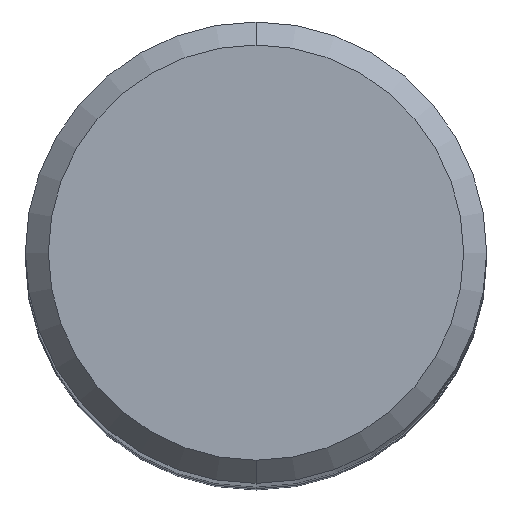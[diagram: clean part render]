
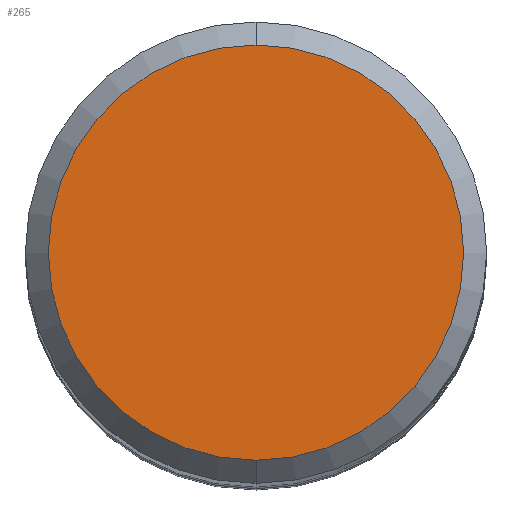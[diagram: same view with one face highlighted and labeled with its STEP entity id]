
A CAD part, top view. The second image highlights one B-rep face of the part: STEP entity #265.
In plain terms, the highlighted planar face has unit normal (0, 0, 1).
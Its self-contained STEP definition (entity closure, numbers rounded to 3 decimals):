
#265=ADVANCED_FACE('',(#657),#658,.T.);
#335=VERTEX_POINT('',#739);
#351=EDGE_CURVE('',#503,#335,#759,.T.);
#503=VERTEX_POINT('',#924);
#513=EDGE_CURVE('',#335,#503,#934,.T.);
#657=FACE_OUTER_BOUND('',#1143,.T.);
#658=PLANE('',#1144);
#739=CARTESIAN_POINT('',(0.,-3.6,0.));
#759=CIRCLE('',#1311,3.6);
#924=CARTESIAN_POINT('',(0.0,3.6,0.));
#934=CIRCLE('',#1667,3.6);
#1143=EDGE_LOOP('',(#1831,#1832));
#1144=AXIS2_PLACEMENT_3D('',#1833,#1834,#1835);
#1311=AXIS2_PLACEMENT_3D('',#2011,#2012,#2013);
#1667=AXIS2_PLACEMENT_3D('',#2173,#2174,#2175);
#1831=ORIENTED_EDGE('',*,*,#351,.F.);
#1832=ORIENTED_EDGE('',*,*,#513,.F.);
#1833=CARTESIAN_POINT('',(0.0,1.8,0.));
#1834=DIRECTION('',(-0.0,0.0,1.0));
#1835=DIRECTION('',(0.0,-1.0,0.0));
#2011=CARTESIAN_POINT('',(0.0,0.0,0.));
#2012=DIRECTION('',(0.0,0.0,-1.0));
#2013=DIRECTION('',(0.0,1.0,0.0));
#2173=CARTESIAN_POINT('',(0.0,0.0,0.));
#2174=DIRECTION('',(0.0,0.0,-1.0));
#2175=DIRECTION('',(0.0,1.0,0.0));
